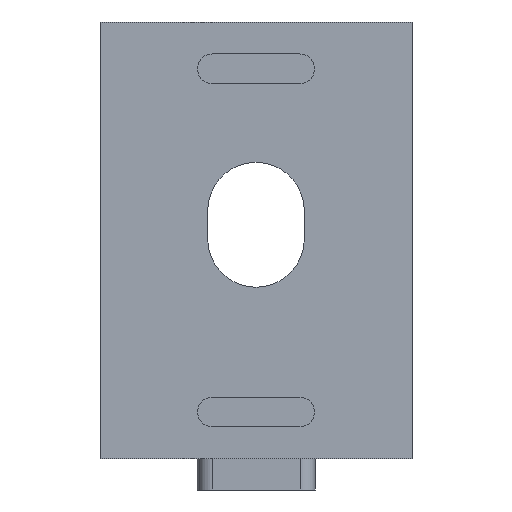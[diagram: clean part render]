
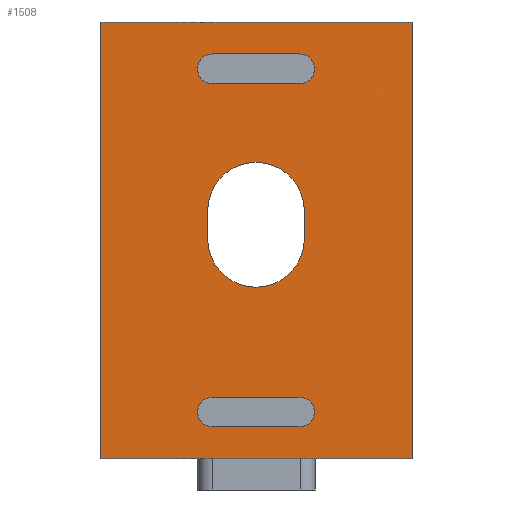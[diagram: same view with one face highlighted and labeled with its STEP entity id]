
A CAD part, front view. The second image highlights one B-rep face of the part: STEP entity #1508.
In plain terms, the highlighted planar face has unit normal (0, -1, 0).
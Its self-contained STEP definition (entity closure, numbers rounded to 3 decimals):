
#6 = DIRECTION ( 'NONE',  ( 0., -1., 0. ) ) ;
#7 = VERTEX_POINT ( 'NONE', #1667 ) ;
#23 = DIRECTION ( 'NONE',  ( 0., 0., -1. ) ) ;
#33 = VERTEX_POINT ( 'NONE', #392 ) ;
#43 = LINE ( 'NONE', #1559, #355 ) ;
#47 = EDGE_LOOP ( 'NONE', ( #1828, #811, #789, #1576 ) ) ;
#48 = CARTESIAN_POINT ( 'NONE',  ( 7.203, -8.677, -16.466 ) ) ;
#52 = DIRECTION ( 'NONE',  ( 0., -1., 0. ) ) ;
#56 = ORIENTED_EDGE ( 'NONE', *, *, #1303, .F. ) ;
#59 = DIRECTION ( 'NONE',  ( 0., -1., 0. ) ) ;
#69 = VECTOR ( 'NONE', #960, 1000. ) ;
#85 = CARTESIAN_POINT ( 'NONE',  ( 10., -8.677, -5.369 ) ) ;
#96 = EDGE_CURVE ( 'NONE', #33, #2159, #1162, .T. ) ;
#110 = VERTEX_POINT ( 'NONE', #571 ) ;
#122 = CARTESIAN_POINT ( 'NONE',  ( 7.203, -8.677, -17.416 ) ) ;
#138 = AXIS2_PLACEMENT_3D ( 'NONE', #85, #1756, #2095 ) ;
#141 = AXIS2_PLACEMENT_3D ( 'NONE', #903, #52, #2107 ) ;
#146 = CARTESIAN_POINT ( 'NONE',  ( 12.803, -8.677, -15.516 ) ) ;
#172 = VECTOR ( 'NONE', #2197, 1000. ) ;
#175 = LINE ( 'NONE', #1346, #1582 ) ;
#191 = EDGE_CURVE ( 'NONE', #1734, #981, #1689, .T. ) ;
#220 = VERTEX_POINT ( 'NONE', #822 ) ;
#238 = PLANE ( 'NONE',  #1120 ) ;
#240 = AXIS2_PLACEMENT_3D ( 'NONE', #1560, #2087, #23 ) ;
#242 = LINE ( 'NONE', #1801, #69 ) ;
#247 = CIRCLE ( 'NONE', #1730, 0.95 ) ;
#312 = ORIENTED_EDGE ( 'NONE', *, *, #1789, .F. ) ;
#350 = VERTEX_POINT ( 'NONE', #2093 ) ;
#355 = VECTOR ( 'NONE', #552, 1000. ) ;
#383 = EDGE_CURVE ( 'NONE', #2160, #1976, #2048, .T. ) ;
#392 = CARTESIAN_POINT ( 'NONE',  ( 12.803, -8.677, -17.416 ) ) ;
#394 = DIRECTION ( 'NONE',  ( 0., 0., -1. ) ) ;
#400 = AXIS2_PLACEMENT_3D ( 'NONE', #793, #2163, #1993 ) ;
#429 = CARTESIAN_POINT ( 'NONE',  ( 12.8, -8.677, 6.481 ) ) ;
#475 = ORIENTED_EDGE ( 'NONE', *, *, #1395, .F. ) ;
#481 = EDGE_CURVE ( 'NONE', #981, #1401, #175, .T. ) ;
#489 = DIRECTION ( 'NONE',  ( 1., 0., 0. ) ) ;
#519 = CARTESIAN_POINT ( 'NONE',  ( 0., -8.677, 8.531 ) ) ;
#531 = CARTESIAN_POINT ( 'NONE',  ( 13.1, -8.677, -5.369 ) ) ;
#534 = VECTOR ( 'NONE', #489, 1000. ) ;
#536 = CARTESIAN_POINT ( 'NONE',  ( 20., -8.677, 8.531 ) ) ;
#542 = CIRCLE ( 'NONE', #138, 3.1 ) ;
#549 = CARTESIAN_POINT ( 'NONE',  ( 0., -8.677, -19.469 ) ) ;
#552 = DIRECTION ( 'NONE',  ( 0., 0., -1. ) ) ;
#563 = CARTESIAN_POINT ( 'NONE',  ( 20., -8.677, -19.469 ) ) ;
#568 = ORIENTED_EDGE ( 'NONE', *, *, #1459, .T. ) ;
#569 = DIRECTION ( 'NONE',  ( 0., -1., 0. ) ) ;
#571 = CARTESIAN_POINT ( 'NONE',  ( 7.2, -8.677, 6.481 ) ) ;
#572 = CIRCLE ( 'NONE', #1821, 0.95 ) ;
#606 = FACE_BOUND ( 'NONE', #47, .T. ) ;
#648 = VECTOR ( 'NONE', #1055, 1000. ) ;
#687 = CIRCLE ( 'NONE', #240, 3.1 ) ;
#698 = DIRECTION ( 'NONE',  ( 0., 0., -1. ) ) ;
#722 = EDGE_CURVE ( 'NONE', #1661, #110, #1381, .T. ) ;
#756 = CARTESIAN_POINT ( 'NONE',  ( 7.2, -8.677, 4.581 ) ) ;
#789 = ORIENTED_EDGE ( 'NONE', *, *, #1325, .F. ) ;
#793 = CARTESIAN_POINT ( 'NONE',  ( 10., -8.677, -5.369 ) ) ;
#811 = ORIENTED_EDGE ( 'NONE', *, *, #383, .F. ) ;
#822 = CARTESIAN_POINT ( 'NONE',  ( 6.9, -8.677, -3.569 ) ) ;
#828 = DIRECTION ( 'NONE',  ( -1., 0., 0. ) ) ;
#829 = EDGE_LOOP ( 'NONE', ( #1108, #56, #1072, #312, #475 ) ) ;
#903 = CARTESIAN_POINT ( 'NONE',  ( 12.803, -8.677, -16.466 ) ) ;
#919 = LINE ( 'NONE', #756, #954 ) ;
#954 = VECTOR ( 'NONE', #1778, 1000. ) ;
#955 = CARTESIAN_POINT ( 'NONE',  ( 7.203, -8.677, -17.416 ) ) ;
#960 = DIRECTION ( 'NONE',  ( 0., 0., 1. ) ) ;
#965 = LINE ( 'NONE', #122, #534 ) ;
#981 = VERTEX_POINT ( 'NONE', #549 ) ;
#984 = CIRCLE ( 'NONE', #400, 3.1 ) ;
#1009 = LINE ( 'NONE', #1852, #1715 ) ;
#1010 = ORIENTED_EDGE ( 'NONE', *, *, #191, .F. ) ;
#1044 = CARTESIAN_POINT ( 'NONE',  ( 7.2, -8.677, 6.481 ) ) ;
#1055 = DIRECTION ( 'NONE',  ( 0., 0., 1. ) ) ;
#1072 = ORIENTED_EDGE ( 'NONE', *, *, #2013, .F. ) ;
#1082 = ORIENTED_EDGE ( 'NONE', *, *, #481, .F. ) ;
#1084 = VECTOR ( 'NONE', #1216, 1000. ) ;
#1088 = CARTESIAN_POINT ( 'NONE',  ( 20., -8.677, 8.531 ) ) ;
#1108 = ORIENTED_EDGE ( 'NONE', *, *, #2204, .F. ) ;
#1120 = AXIS2_PLACEMENT_3D ( 'NONE', #563, #1294, #394 ) ;
#1127 = AXIS2_PLACEMENT_3D ( 'NONE', #48, #569, #1256 ) ;
#1139 = DIRECTION ( 'NONE',  ( 0., 0., -1. ) ) ;
#1145 = VERTEX_POINT ( 'NONE', #1554 ) ;
#1162 = CIRCLE ( 'NONE', #141, 0.95 ) ;
#1174 = DIRECTION ( 'NONE',  ( 0., 0., 1. ) ) ;
#1201 = DIRECTION ( 'NONE',  ( -1., 0., 0. ) ) ;
#1215 = CARTESIAN_POINT ( 'NONE',  ( 7.2, -8.677, 5.531 ) ) ;
#1216 = DIRECTION ( 'NONE',  ( -1., 0., 0. ) ) ;
#1245 = EDGE_LOOP ( 'NONE', ( #2092, #1082, #1010, #568 ) ) ;
#1256 = DIRECTION ( 'NONE',  ( 0., 0., -1. ) ) ;
#1264 = EDGE_CURVE ( 'NONE', #350, #1661, #247, .T. ) ;
#1266 = VECTOR ( 'NONE', #1201, 1000. ) ;
#1294 = DIRECTION ( 'NONE',  ( 0., -1., 0. ) ) ;
#1303 = EDGE_CURVE ( 'NONE', #1617, #1931, #242, .T. ) ;
#1325 = EDGE_CURVE ( 'NONE', #2159, #2160, #1009, .T. ) ;
#1331 = EDGE_LOOP ( 'NONE', ( #2109, #2024, #1911, #1660 ) ) ;
#1337 = CARTESIAN_POINT ( 'NONE',  ( 20., -8.677, -19.469 ) ) ;
#1346 = CARTESIAN_POINT ( 'NONE',  ( 0., -8.677, -19.469 ) ) ;
#1379 = LINE ( 'NONE', #1889, #648 ) ;
#1381 = LINE ( 'NONE', #1044, #1266 ) ;
#1395 = EDGE_CURVE ( 'NONE', #220, #1774, #43, .T. ) ;
#1401 = VERTEX_POINT ( 'NONE', #519 ) ;
#1427 = EDGE_CURVE ( 'NONE', #110, #1145, #572, .T. ) ;
#1452 = CARTESIAN_POINT ( 'NONE',  ( 13.1, -8.677, -3.569 ) ) ;
#1459 = EDGE_CURVE ( 'NONE', #1734, #1703, #1379, .T. ) ;
#1508 = ADVANCED_FACE ( 'NONE', ( #1616, #2137, #1963, #606 ), #238, .T. ) ;
#1554 = CARTESIAN_POINT ( 'NONE',  ( 7.2, -8.677, 4.581 ) ) ;
#1559 = CARTESIAN_POINT ( 'NONE',  ( 6.9, -8.677, -3.569 ) ) ;
#1560 = CARTESIAN_POINT ( 'NONE',  ( 10., -8.677, -3.569 ) ) ;
#1576 = ORIENTED_EDGE ( 'NONE', *, *, #96, .F. ) ;
#1582 = VECTOR ( 'NONE', #1174, 1000. ) ;
#1616 = FACE_BOUND ( 'NONE', #1331, .T. ) ;
#1617 = VERTEX_POINT ( 'NONE', #531 ) ;
#1660 = ORIENTED_EDGE ( 'NONE', *, *, #1264, .F. ) ;
#1661 = VERTEX_POINT ( 'NONE', #429 ) ;
#1667 = CARTESIAN_POINT ( 'NONE',  ( 10., -8.677, -8.469 ) ) ;
#1689 = LINE ( 'NONE', #1860, #172 ) ;
#1703 = VERTEX_POINT ( 'NONE', #1088 ) ;
#1715 = VECTOR ( 'NONE', #828, 1000. ) ;
#1730 = AXIS2_PLACEMENT_3D ( 'NONE', #1809, #59, #1139 ) ;
#1734 = VERTEX_POINT ( 'NONE', #1337 ) ;
#1738 = EDGE_CURVE ( 'NONE', #1976, #33, #965, .T. ) ;
#1756 = DIRECTION ( 'NONE',  ( 0., -1., 0. ) ) ;
#1774 = VERTEX_POINT ( 'NONE', #2147 ) ;
#1778 = DIRECTION ( 'NONE',  ( 1., 0., 0. ) ) ;
#1789 = EDGE_CURVE ( 'NONE', #1774, #7, #984, .T. ) ;
#1801 = CARTESIAN_POINT ( 'NONE',  ( 13.1, -8.677, -3.569 ) ) ;
#1809 = CARTESIAN_POINT ( 'NONE',  ( 12.8, -8.677, 5.531 ) ) ;
#1821 = AXIS2_PLACEMENT_3D ( 'NONE', #1215, #6, #698 ) ;
#1828 = ORIENTED_EDGE ( 'NONE', *, *, #1738, .F. ) ;
#1852 = CARTESIAN_POINT ( 'NONE',  ( 7.203, -8.677, -15.516 ) ) ;
#1860 = CARTESIAN_POINT ( 'NONE',  ( 20., -8.677, -19.469 ) ) ;
#1889 = CARTESIAN_POINT ( 'NONE',  ( 20., -8.677, -19.469 ) ) ;
#1910 = CARTESIAN_POINT ( 'NONE',  ( 7.203, -8.677, -15.516 ) ) ;
#1911 = ORIENTED_EDGE ( 'NONE', *, *, #722, .F. ) ;
#1926 = EDGE_CURVE ( 'NONE', #1145, #350, #919, .T. ) ;
#1931 = VERTEX_POINT ( 'NONE', #1452 ) ;
#1963 = FACE_OUTER_BOUND ( 'NONE', #1245, .T. ) ;
#1976 = VERTEX_POINT ( 'NONE', #955 ) ;
#1993 = DIRECTION ( 'NONE',  ( 0., 0., -1. ) ) ;
#2013 = EDGE_CURVE ( 'NONE', #7, #1617, #542, .T. ) ;
#2024 = ORIENTED_EDGE ( 'NONE', *, *, #1427, .F. ) ;
#2048 = CIRCLE ( 'NONE', #1127, 0.95 ) ;
#2065 = LINE ( 'NONE', #536, #1084 ) ;
#2087 = DIRECTION ( 'NONE',  ( 0., -1., 0. ) ) ;
#2092 = ORIENTED_EDGE ( 'NONE', *, *, #2175, .T. ) ;
#2093 = CARTESIAN_POINT ( 'NONE',  ( 12.8, -8.677, 4.581 ) ) ;
#2095 = DIRECTION ( 'NONE',  ( 0., 0., -1. ) ) ;
#2107 = DIRECTION ( 'NONE',  ( 0., 0., -1. ) ) ;
#2109 = ORIENTED_EDGE ( 'NONE', *, *, #1926, .F. ) ;
#2137 = FACE_BOUND ( 'NONE', #829, .T. ) ;
#2147 = CARTESIAN_POINT ( 'NONE',  ( 6.9, -8.677, -5.369 ) ) ;
#2159 = VERTEX_POINT ( 'NONE', #146 ) ;
#2160 = VERTEX_POINT ( 'NONE', #1910 ) ;
#2163 = DIRECTION ( 'NONE',  ( 0., -1., 0. ) ) ;
#2175 = EDGE_CURVE ( 'NONE', #1703, #1401, #2065, .T. ) ;
#2197 = DIRECTION ( 'NONE',  ( -1., 0., 0. ) ) ;
#2204 = EDGE_CURVE ( 'NONE', #1931, #220, #687, .T. ) ;
